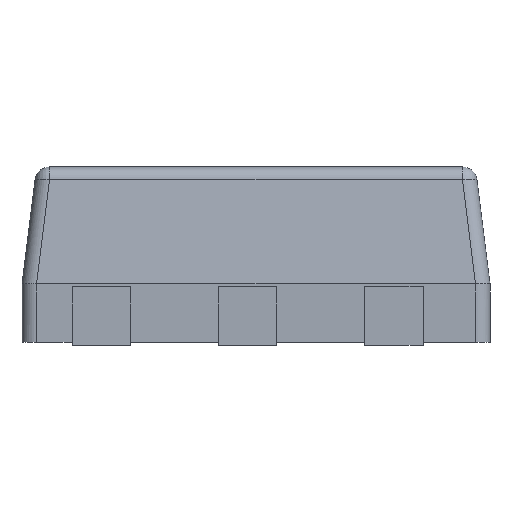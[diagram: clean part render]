
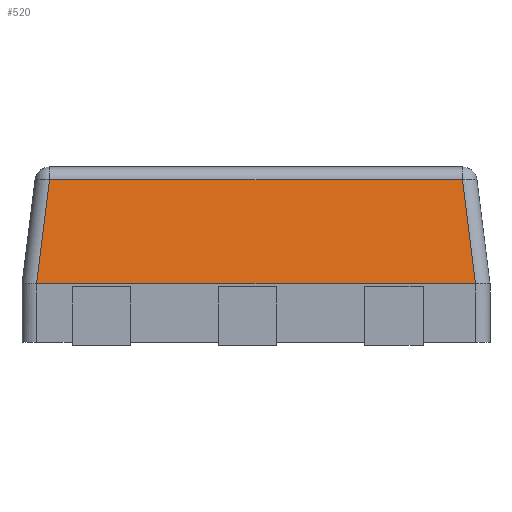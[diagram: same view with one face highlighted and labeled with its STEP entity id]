
A CAD part, left-side view. The second image highlights one B-rep face of the part: STEP entity #520.
In plain terms, the highlighted planar face has unit normal (-0.992, 0, 0.124).
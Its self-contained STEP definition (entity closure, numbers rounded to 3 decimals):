
#239 = ORIENTED_EDGE ( 'NONE', *, *, #2963, .T. ) ;
#263 = CARTESIAN_POINT ( 'NONE',  ( -0.6, -0.75, 0.21 ) ) ;
#520 = ADVANCED_FACE ( 'NONE', ( #8706 ), #13100, .T. ) ;
#801 = DIRECTION ( 'NONE',  ( 0., 1., 0. ) ) ;
#2720 = CARTESIAN_POINT ( 'NONE',  ( -0.6, 0.8, 0.21 ) ) ;
#2963 = EDGE_CURVE ( 'NONE', #13977, #25309, #16152, .T. ) ;
#3108 = DIRECTION ( 'NONE',  ( -0.123, 0.123, -0.985 ) ) ;
#3415 = VECTOR ( 'NONE', #23760, 1000. ) ;
#4056 = VECTOR ( 'NONE', #5078, 1000. ) ;
#4658 = LINE ( 'NONE', #2720, #24494 ) ;
#4715 = CARTESIAN_POINT ( 'NONE',  ( -0.55, 0., 0.61 ) ) ;
#4778 = EDGE_CURVE ( 'NONE', #25309, #6637, #11245, .T. ) ;
#5040 = EDGE_CURVE ( 'NONE', #6637, #19516, #5172, .T. ) ;
#5078 = DIRECTION ( 'NONE',  ( 0., 1., 0. ) ) ;
#5172 = LINE ( 'NONE', #13168, #8606 ) ;
#6229 = VERTEX_POINT ( 'NONE', #14052 ) ;
#6637 = VERTEX_POINT ( 'NONE', #17277 ) ;
#7702 = CARTESIAN_POINT ( 'NONE',  ( -0.539, -0.69, 0.695 ) ) ;
#8483 = VERTEX_POINT ( 'NONE', #21446 ) ;
#8606 = VECTOR ( 'NONE', #3108, 1000. ) ;
#8706 = FACE_OUTER_BOUND ( 'NONE', #24672, .T. ) ;
#8879 = CARTESIAN_POINT ( 'NONE',  ( -0.6, -0.75, 0.21 ) ) ;
#8961 = CARTESIAN_POINT ( 'NONE',  ( -0.6, 0.75, 0.21 ) ) ;
#9137 = CARTESIAN_POINT ( 'NONE',  ( -0.6, -0.75, 0.21 ) ) ;
#10801 = CARTESIAN_POINT ( 'NONE',  ( -0.6, -0.75, 0.21 ) ) ;
#10818 = AXIS2_PLACEMENT_3D ( 'NONE', #4715, #18866, #801 ) ;
#11245 = LINE ( 'NONE', #13341, #4056 ) ;
#12282 = EDGE_CURVE ( 'NONE', #8483, #13977, #20192, .T. ) ;
#13081 = ORIENTED_EDGE ( 'NONE', *, *, #5040, .T. ) ;
#13100 = PLANE ( 'NONE',  #10818 ) ;
#13168 = CARTESIAN_POINT ( 'NONE',  ( -0.539, 0.69, 0.695 ) ) ;
#13341 = CARTESIAN_POINT ( 'NONE',  ( -0.555, 0., 0.566 ) ) ;
#13703 = CARTESIAN_POINT ( 'NONE',  ( -0.6, 0.75, 0.21 ) ) ;
#13977 = VERTEX_POINT ( 'NONE', #263 ) ;
#14052 = CARTESIAN_POINT ( 'NONE',  ( -0.6, 0.75, 0.21 ) ) ;
#14656 = EDGE_CURVE ( 'NONE', #19516, #6229, #17419, .T. ) ;
#15176 = CARTESIAN_POINT ( 'NONE',  ( -0.6, 0.75, 0.21 ) ) ;
#15442 = CARTESIAN_POINT ( 'NONE',  ( -0.6, 0.75, 0.21 ) ) ;
#16152 = LINE ( 'NONE', #7702, #3415 ) ;
#16477 = DIRECTION ( 'NONE',  ( 0., 1., 0. ) ) ;
#16736 = ORIENTED_EDGE ( 'NONE', *, *, #14656, .T. ) ;
#17086 = CARTESIAN_POINT ( 'NONE',  ( -0.6, -0.75, 0.21 ) ) ;
#17277 = CARTESIAN_POINT ( 'NONE',  ( -0.555, 0.706, 0.566 ) ) ;
#17419 =( BOUNDED_CURVE ( )  B_SPLINE_CURVE ( 3, ( #21513, #15442, #13703, #15176 ),
 .UNSPECIFIED., .F., .F. ) 
 B_SPLINE_CURVE_WITH_KNOTS ( ( 4, 4 ),
 ( 6.275, 6.283 ),
 .UNSPECIFIED. ) 
 CURVE ( )  GEOMETRIC_REPRESENTATION_ITEM ( )  RATIONAL_B_SPLINE_CURVE ( ( 1., 1., 1., 1. ) ) 
 REPRESENTATION_ITEM ( '' )  );
#18190 = ORIENTED_EDGE ( 'NONE', *, *, #22715, .F. ) ;
#18798 = CARTESIAN_POINT ( 'NONE',  ( -0.555, -0.706, 0.566 ) ) ;
#18866 = DIRECTION ( 'NONE',  ( -0.992, 0., 0.124 ) ) ;
#19516 = VERTEX_POINT ( 'NONE', #8961 ) ;
#20192 =( BOUNDED_CURVE ( )  B_SPLINE_CURVE ( 3, ( #10801, #8879, #9137, #17086 ),
 .UNSPECIFIED., .F., .F. ) 
 B_SPLINE_CURVE_WITH_KNOTS ( ( 4, 4 ),
 ( 0., 0.008 ),
 .UNSPECIFIED. ) 
 CURVE ( )  GEOMETRIC_REPRESENTATION_ITEM ( )  RATIONAL_B_SPLINE_CURVE ( ( 1., 1., 1., 1. ) ) 
 REPRESENTATION_ITEM ( '' )  );
#21446 = CARTESIAN_POINT ( 'NONE',  ( -0.6, -0.75, 0.21 ) ) ;
#21513 = CARTESIAN_POINT ( 'NONE',  ( -0.6, 0.75, 0.21 ) ) ;
#22583 = ORIENTED_EDGE ( 'NONE', *, *, #4778, .T. ) ;
#22715 = EDGE_CURVE ( 'NONE', #8483, #6229, #4658, .T. ) ;
#23760 = DIRECTION ( 'NONE',  ( 0.123, 0.123, 0.985 ) ) ;
#24494 = VECTOR ( 'NONE', #16477, 1000. ) ;
#24672 = EDGE_LOOP ( 'NONE', ( #18190, #25277, #239, #22583, #13081, #16736 ) ) ;
#25277 = ORIENTED_EDGE ( 'NONE', *, *, #12282, .T. ) ;
#25309 = VERTEX_POINT ( 'NONE', #18798 ) ;
